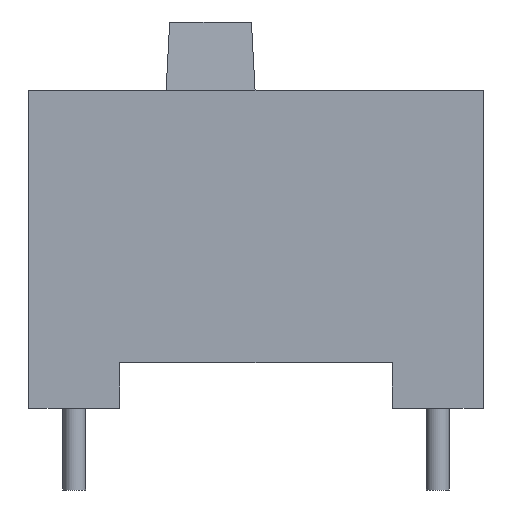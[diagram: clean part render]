
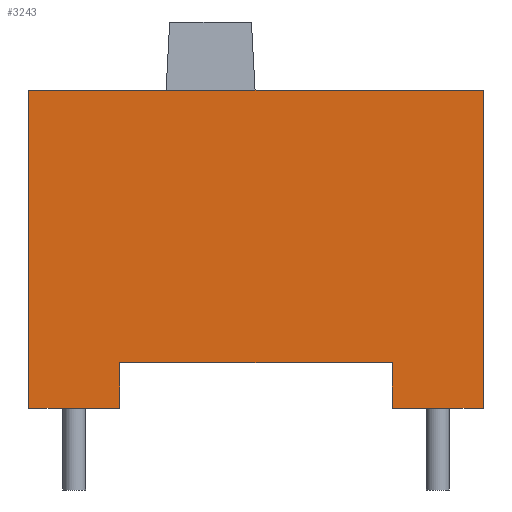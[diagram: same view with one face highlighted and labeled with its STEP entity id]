
A CAD part, front view. The second image highlights one B-rep face of the part: STEP entity #3243.
In plain terms, the highlighted planar face has unit normal (0, -1, 0).
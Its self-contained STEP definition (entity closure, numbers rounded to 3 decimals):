
#848 = VERTEX_POINT('',#849);
#849 = CARTESIAN_POINT('',(-5.,-5.9,7.2));
#866 = VERTEX_POINT('',#867);
#867 = CARTESIAN_POINT('',(5.,-5.9,7.2));
#873 = EDGE_CURVE('',#848,#866,#874,.T.);
#874 = LINE('',#875,#876);
#875 = CARTESIAN_POINT('',(-5.,-5.9,7.2));
#876 = VECTOR('',#877,1.);
#877 = DIRECTION('',(1.,0.,0.));
#3217 = VERTEX_POINT('',#3218);
#3218 = CARTESIAN_POINT('',(-5.,-5.9,0.2));
#3233 = EDGE_CURVE('',#3217,#848,#3234,.T.);
#3234 = LINE('',#3235,#3236);
#3235 = CARTESIAN_POINT('',(-5.,-5.9,0.2));
#3236 = VECTOR('',#3237,1.);
#3237 = DIRECTION('',(0.,0.,1.));
#3243 = ADVANCED_FACE('',(#3244),#3294,.T.);
#3244 = FACE_BOUND('',#3245,.F.);
#3245 = EDGE_LOOP('',(#3246,#3247,#3255,#3263,#3271,#3279,#3287,#3293));
#3246 = ORIENTED_EDGE('',*,*,#873,.T.);
#3247 = ORIENTED_EDGE('',*,*,#3248,.T.);
#3248 = EDGE_CURVE('',#866,#3249,#3251,.T.);
#3249 = VERTEX_POINT('',#3250);
#3250 = CARTESIAN_POINT('',(5.,-5.9,0.2));
#3251 = LINE('',#3252,#3253);
#3252 = CARTESIAN_POINT('',(5.,-5.9,7.2));
#3253 = VECTOR('',#3254,1.);
#3254 = DIRECTION('',(0.,0.,-1.));
#3255 = ORIENTED_EDGE('',*,*,#3256,.T.);
#3256 = EDGE_CURVE('',#3249,#3257,#3259,.T.);
#3257 = VERTEX_POINT('',#3258);
#3258 = CARTESIAN_POINT('',(3.,-5.9,0.2));
#3259 = LINE('',#3260,#3261);
#3260 = CARTESIAN_POINT('',(5.,-5.9,0.2));
#3261 = VECTOR('',#3262,1.);
#3262 = DIRECTION('',(-1.,-0.,0.));
#3263 = ORIENTED_EDGE('',*,*,#3264,.T.);
#3264 = EDGE_CURVE('',#3257,#3265,#3267,.T.);
#3265 = VERTEX_POINT('',#3266);
#3266 = CARTESIAN_POINT('',(3.,-5.9,1.2));
#3267 = LINE('',#3268,#3269);
#3268 = CARTESIAN_POINT('',(3.,-5.9,0.2));
#3269 = VECTOR('',#3270,1.);
#3270 = DIRECTION('',(0.,0.,1.));
#3271 = ORIENTED_EDGE('',*,*,#3272,.T.);
#3272 = EDGE_CURVE('',#3265,#3273,#3275,.T.);
#3273 = VERTEX_POINT('',#3274);
#3274 = CARTESIAN_POINT('',(-3.,-5.9,1.2));
#3275 = LINE('',#3276,#3277);
#3276 = CARTESIAN_POINT('',(3.,-5.9,1.2));
#3277 = VECTOR('',#3278,1.);
#3278 = DIRECTION('',(-1.,-0.,0.));
#3279 = ORIENTED_EDGE('',*,*,#3280,.T.);
#3280 = EDGE_CURVE('',#3273,#3281,#3283,.T.);
#3281 = VERTEX_POINT('',#3282);
#3282 = CARTESIAN_POINT('',(-3.,-5.9,0.2));
#3283 = LINE('',#3284,#3285);
#3284 = CARTESIAN_POINT('',(-3.,-5.9,1.2));
#3285 = VECTOR('',#3286,1.);
#3286 = DIRECTION('',(0.,0.,-1.));
#3287 = ORIENTED_EDGE('',*,*,#3288,.T.);
#3288 = EDGE_CURVE('',#3281,#3217,#3289,.T.);
#3289 = LINE('',#3290,#3291);
#3290 = CARTESIAN_POINT('',(-3.,-5.9,0.2));
#3291 = VECTOR('',#3292,1.);
#3292 = DIRECTION('',(-1.,-0.,0.));
#3293 = ORIENTED_EDGE('',*,*,#3233,.T.);
#3294 = PLANE('',#3295);
#3295 = AXIS2_PLACEMENT_3D('',#3296,#3297,#3298);
#3296 = CARTESIAN_POINT('',(-5.,-5.9,7.2));
#3297 = DIRECTION('',(0.,-1.,0.));
#3298 = DIRECTION('',(0.,0.,-1.));
